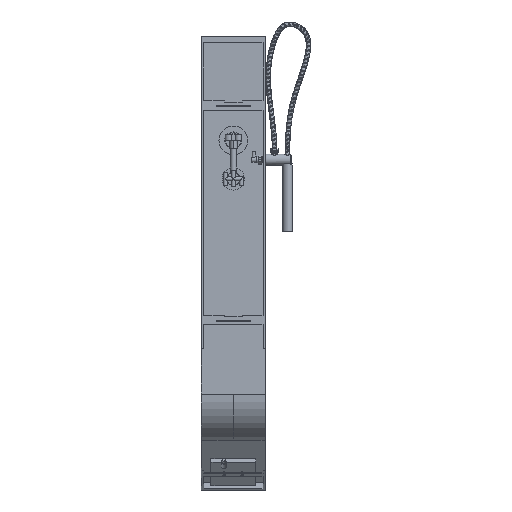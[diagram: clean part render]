
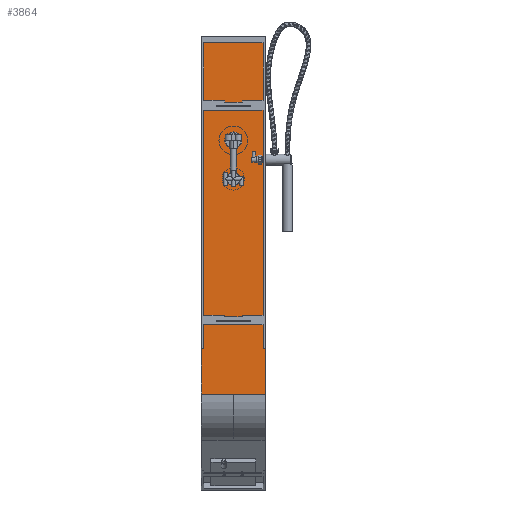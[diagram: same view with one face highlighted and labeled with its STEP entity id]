
A CAD part, left-side view. The second image highlights one B-rep face of the part: STEP entity #3864.
In plain terms, the highlighted face is planar.
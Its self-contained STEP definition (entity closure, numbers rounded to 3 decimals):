
#372=DIRECTION('',(0.,0.,1.));
#373=VECTOR('',#372,1116.223);
#374=CARTESIAN_POINT('',(1.,99.,-1117.223));
#375=LINE('',#374,#373);
#928=DIRECTION('',(0.,1.,0.));
#929=VECTOR('',#928,99.);
#930=CARTESIAN_POINT('',(1.,-99.,-1117.223));
#931=LINE('',#930,#929);
#936=DIRECTION('',(0.,1.,0.));
#937=VECTOR('',#936,198.);
#938=CARTESIAN_POINT('',(1.,-99.,-1.));
#939=LINE('',#938,#937);
#940=DIRECTION('',(0.,0.,1.));
#941=VECTOR('',#940,1116.223);
#942=CARTESIAN_POINT('',(1.,-99.,-1117.223));
#943=LINE('',#942,#941);
#944=CARTESIAN_POINT('',(1.,0.,-325.));
#945=DIRECTION('',(1.,0.,0.));
#946=DIRECTION('',(0.,1.,0.));
#947=AXIS2_PLACEMENT_3D('',#944,#945,#946);
#949=CARTESIAN_POINT('',(1.,0.,-325.));
#950=DIRECTION('',(1.,0.,0.));
#951=DIRECTION('',(0.,-1.,0.));
#952=AXIS2_PLACEMENT_3D('',#949,#950,#951);
#954=CARTESIAN_POINT('',(1.,0.,-445.));
#955=DIRECTION('',(1.,0.,0.));
#956=DIRECTION('',(0.,1.,0.));
#957=AXIS2_PLACEMENT_3D('',#954,#955,#956);
#959=CARTESIAN_POINT('',(1.,0.,-445.));
#960=DIRECTION('',(1.,0.,0.));
#961=DIRECTION('',(0.,-1.,0.));
#962=AXIS2_PLACEMENT_3D('',#959,#960,#961);
#1236=DIRECTION('',(0.,1.,0.));
#1237=VECTOR('',#1236,99.);
#1238=CARTESIAN_POINT('',(1.,0.,-1117.223));
#1239=LINE('',#1238,#1237);
#2511=CARTESIAN_POINT('',(1.,99.,-1.));
#2512=VERTEX_POINT('',#2511);
#2513=CARTESIAN_POINT('',(1.,-99.,-1.));
#2514=VERTEX_POINT('',#2513);
#2523=CARTESIAN_POINT('',(1.,99.,-1117.223));
#2524=VERTEX_POINT('',#2523);
#2581=CARTESIAN_POINT('',(1.,-99.,-1117.223));
#2582=VERTEX_POINT('',#2581);
#3051=CARTESIAN_POINT('',(1.,0.,-1117.223));
#3052=VERTEX_POINT('',#3051);
#3053=CARTESIAN_POINT('',(1.,26.5,-325.));
#3054=CARTESIAN_POINT('',(1.,-26.5,-325.));
#3055=VERTEX_POINT('',#3053);
#3056=VERTEX_POINT('',#3054);
#3057=CARTESIAN_POINT('',(1.,11.,-445.));
#3058=CARTESIAN_POINT('',(1.,-11.,-445.));
#3059=VERTEX_POINT('',#3057);
#3060=VERTEX_POINT('',#3058);
#3838=CARTESIAN_POINT('',(1.,99.,0.));
#3839=DIRECTION('',(1.,0.,0.));
#3840=DIRECTION('',(0.,-1.,0.));
#3841=AXIS2_PLACEMENT_3D('',#3838,#3839,#3840);
#3842=PLANE('',#3841);
#3844=ORIENTED_EDGE('',*,*,#3843,.T.);
#3845=ORIENTED_EDGE('',*,*,#3467,.F.);
#3847=ORIENTED_EDGE('',*,*,#3846,.F.);
#3848=ORIENTED_EDGE('',*,*,#3829,.F.);
#3849=ORIENTED_EDGE('',*,*,#3282,.T.);
#3850=EDGE_LOOP('',(#3844,#3845,#3847,#3848,#3849));
#3851=FACE_OUTER_BOUND('',#3850,.F.);
#3853=ORIENTED_EDGE('',*,*,#3852,.T.);
#3855=ORIENTED_EDGE('',*,*,#3854,.T.);
#3856=EDGE_LOOP('',(#3853,#3855));
#3857=FACE_BOUND('',#3856,.F.);
#3859=ORIENTED_EDGE('',*,*,#3858,.T.);
#3861=ORIENTED_EDGE('',*,*,#3860,.T.);
#3862=EDGE_LOOP('',(#3859,#3861));
#3863=FACE_BOUND('',#3862,.F.);
#3864=ADVANCED_FACE('',(#3851,#3857,#3863),#3842,.T.);
#948=CIRCLE('',#947,26.5);
#953=CIRCLE('',#952,26.5);
#958=CIRCLE('',#957,11.);
#963=CIRCLE('',#962,11.);
#3282=EDGE_CURVE('',#2582,#2514,#943,.T.);
#3467=EDGE_CURVE('',#2524,#2512,#375,.T.);
#3829=EDGE_CURVE('',#2582,#3052,#931,.T.);
#3843=EDGE_CURVE('',#2514,#2512,#939,.T.);
#3846=EDGE_CURVE('',#3052,#2524,#1239,.T.);
#3852=EDGE_CURVE('',#3055,#3056,#948,.T.);
#3854=EDGE_CURVE('',#3056,#3055,#953,.T.);
#3858=EDGE_CURVE('',#3059,#3060,#958,.T.);
#3860=EDGE_CURVE('',#3060,#3059,#963,.T.);
